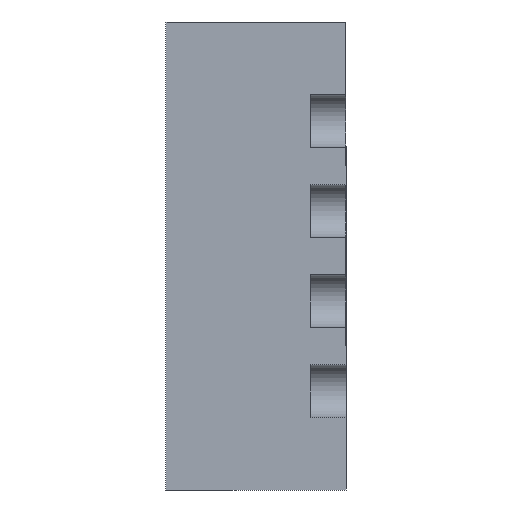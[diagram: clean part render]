
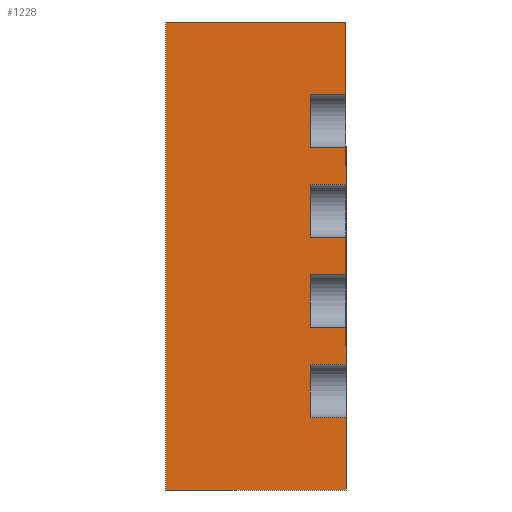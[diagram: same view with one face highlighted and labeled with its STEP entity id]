
A CAD part, left-side view. The second image highlights one B-rep face of the part: STEP entity #1228.
In plain terms, the highlighted planar face has unit normal (-1, 0, 0).
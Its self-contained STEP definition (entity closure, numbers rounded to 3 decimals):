
#40=PLANE('',#1320);
#97=FACE_OUTER_BOUND('',#159,.T.);
#159=EDGE_LOOP('',(#970,#971,#972,#973,#974,#975,#976,#977,#978,#979,#980,
#981,#982,#983,#984,#985,#986,#987,#988,#989));
#191=LINE('',#1705,#345);
#195=LINE('',#1712,#349);
#196=LINE('',#1714,#350);
#218=LINE('',#1774,#372);
#222=LINE('',#1781,#376);
#223=LINE('',#1783,#377);
#227=LINE('',#1797,#381);
#231=LINE('',#1804,#385);
#232=LINE('',#1806,#386);
#254=LINE('',#1866,#408);
#258=LINE('',#1873,#412);
#259=LINE('',#1875,#413);
#268=LINE('',#1890,#422);
#269=LINE('',#1891,#423);
#270=LINE('',#1893,#424);
#271=LINE('',#1895,#425);
#272=LINE('',#1897,#426);
#273=LINE('',#1899,#427);
#274=LINE('',#1900,#428);
#275=LINE('',#1901,#429);
#345=VECTOR('',#1372,10.);
#349=VECTOR('',#1378,10.);
#350=VECTOR('',#1381,10.);
#372=VECTOR('',#1435,10.);
#376=VECTOR('',#1441,10.);
#377=VECTOR('',#1444,10.);
#381=VECTOR('',#1456,10.);
#385=VECTOR('',#1462,10.);
#386=VECTOR('',#1465,10.);
#408=VECTOR('',#1519,10.);
#412=VECTOR('',#1525,10.);
#413=VECTOR('',#1528,10.);
#422=VECTOR('',#1541,10.);
#423=VECTOR('',#1542,10.);
#424=VECTOR('',#1543,10.);
#425=VECTOR('',#1544,10.);
#426=VECTOR('',#1545,10.);
#427=VECTOR('',#1546,10.);
#428=VECTOR('',#1547,10.);
#429=VECTOR('',#1548,10.);
#526=VERTEX_POINT('',#1702);
#527=VERTEX_POINT('',#1704);
#528=VERTEX_POINT('',#1708);
#529=VERTEX_POINT('',#1710);
#550=VERTEX_POINT('',#1771);
#551=VERTEX_POINT('',#1773);
#552=VERTEX_POINT('',#1777);
#553=VERTEX_POINT('',#1779);
#558=VERTEX_POINT('',#1794);
#559=VERTEX_POINT('',#1796);
#560=VERTEX_POINT('',#1800);
#561=VERTEX_POINT('',#1802);
#582=VERTEX_POINT('',#1863);
#583=VERTEX_POINT('',#1865);
#584=VERTEX_POINT('',#1869);
#585=VERTEX_POINT('',#1871);
#590=VERTEX_POINT('',#1892);
#591=VERTEX_POINT('',#1894);
#592=VERTEX_POINT('',#1896);
#593=VERTEX_POINT('',#1898);
#647=EDGE_CURVE('',#527,#526,#191,.T.);
#651=EDGE_CURVE('',#528,#529,#195,.T.);
#652=EDGE_CURVE('',#529,#527,#196,.T.);
#680=EDGE_CURVE('',#551,#550,#218,.T.);
#684=EDGE_CURVE('',#552,#553,#222,.T.);
#685=EDGE_CURVE('',#553,#551,#223,.T.);
#691=EDGE_CURVE('',#559,#558,#227,.T.);
#695=EDGE_CURVE('',#560,#561,#231,.T.);
#696=EDGE_CURVE('',#561,#559,#232,.T.);
#724=EDGE_CURVE('',#583,#582,#254,.T.);
#728=EDGE_CURVE('',#584,#585,#258,.T.);
#729=EDGE_CURVE('',#585,#583,#259,.T.);
#738=EDGE_CURVE('',#552,#526,#268,.T.);
#739=EDGE_CURVE('',#584,#550,#269,.T.);
#740=EDGE_CURVE('',#590,#582,#270,.T.);
#741=EDGE_CURVE('',#591,#590,#271,.T.);
#742=EDGE_CURVE('',#591,#592,#272,.T.);
#743=EDGE_CURVE('',#592,#593,#273,.T.);
#744=EDGE_CURVE('',#560,#593,#274,.T.);
#745=EDGE_CURVE('',#528,#558,#275,.T.);
#970=ORIENTED_EDGE('',*,*,#651,.T.);
#971=ORIENTED_EDGE('',*,*,#652,.T.);
#972=ORIENTED_EDGE('',*,*,#647,.T.);
#973=ORIENTED_EDGE('',*,*,#738,.F.);
#974=ORIENTED_EDGE('',*,*,#684,.T.);
#975=ORIENTED_EDGE('',*,*,#685,.T.);
#976=ORIENTED_EDGE('',*,*,#680,.T.);
#977=ORIENTED_EDGE('',*,*,#739,.F.);
#978=ORIENTED_EDGE('',*,*,#728,.T.);
#979=ORIENTED_EDGE('',*,*,#729,.T.);
#980=ORIENTED_EDGE('',*,*,#724,.T.);
#981=ORIENTED_EDGE('',*,*,#740,.F.);
#982=ORIENTED_EDGE('',*,*,#741,.F.);
#983=ORIENTED_EDGE('',*,*,#742,.T.);
#984=ORIENTED_EDGE('',*,*,#743,.T.);
#985=ORIENTED_EDGE('',*,*,#744,.F.);
#986=ORIENTED_EDGE('',*,*,#695,.T.);
#987=ORIENTED_EDGE('',*,*,#696,.T.);
#988=ORIENTED_EDGE('',*,*,#691,.T.);
#989=ORIENTED_EDGE('',*,*,#745,.F.);
#1228=ADVANCED_FACE('',(#97),#40,.T.);
#1320=AXIS2_PLACEMENT_3D('',#1889,#1539,#1540);
#1372=DIRECTION('',(0.,-1.,0.));
#1378=DIRECTION('',(0.,1.,0.));
#1381=DIRECTION('',(0.,0.,1.));
#1435=DIRECTION('',(0.,-1.,0.));
#1441=DIRECTION('',(0.,1.,0.));
#1444=DIRECTION('',(0.,0.,1.));
#1456=DIRECTION('',(0.,-1.,0.));
#1462=DIRECTION('',(0.,1.,0.));
#1465=DIRECTION('',(0.,0.,1.));
#1519=DIRECTION('',(0.,-1.,0.));
#1525=DIRECTION('',(0.,1.,0.));
#1528=DIRECTION('',(0.,0.,1.));
#1539=DIRECTION('center_axis',(-1.,0.,0.));
#1540=DIRECTION('ref_axis',(0.,0.,-1.));
#1541=DIRECTION('',(0.,0.,-1.));
#1542=DIRECTION('',(0.,0.,-1.));
#1543=DIRECTION('',(0.,0.,-1.));
#1544=DIRECTION('',(0.,-1.,0.));
#1545=DIRECTION('',(0.,0.,-1.));
#1546=DIRECTION('',(0.,-1.,0.));
#1547=DIRECTION('',(0.,0.,-1.));
#1548=DIRECTION('',(0.,0.,-1.));
#1702=CARTESIAN_POINT('',(-1.55,0.,-0.067));
#1704=CARTESIAN_POINT('',(-1.55,0.2,-0.067));
#1705=CARTESIAN_POINT('',(-1.55,0.5,-0.067));
#1708=CARTESIAN_POINT('',(-1.55,0.,-0.357));
#1710=CARTESIAN_POINT('',(-1.55,0.2,-0.357));
#1712=CARTESIAN_POINT('',(-1.55,0.5,-0.357));
#1714=CARTESIAN_POINT('',(-1.55,0.2,0.563));
#1771=CARTESIAN_POINT('',(-1.55,0.,0.433));
#1773=CARTESIAN_POINT('',(-1.55,0.2,0.433));
#1774=CARTESIAN_POINT('',(-1.55,0.5,0.433));
#1777=CARTESIAN_POINT('',(-1.55,0.,0.143));
#1779=CARTESIAN_POINT('',(-1.55,0.2,0.143));
#1781=CARTESIAN_POINT('',(-1.55,0.5,0.143));
#1783=CARTESIAN_POINT('',(-1.55,0.2,0.813));
#1794=CARTESIAN_POINT('',(-1.55,0.,-0.567));
#1796=CARTESIAN_POINT('',(-1.55,0.2,-0.567));
#1797=CARTESIAN_POINT('',(-1.55,0.5,-0.567));
#1800=CARTESIAN_POINT('',(-1.55,0.,-0.857));
#1802=CARTESIAN_POINT('',(-1.55,0.2,-0.857));
#1804=CARTESIAN_POINT('',(-1.55,0.5,-0.857));
#1806=CARTESIAN_POINT('',(-1.55,0.2,0.313));
#1863=CARTESIAN_POINT('',(-1.55,0.,0.933));
#1865=CARTESIAN_POINT('',(-1.55,0.2,0.933));
#1866=CARTESIAN_POINT('',(-1.55,0.5,0.933));
#1869=CARTESIAN_POINT('',(-1.55,0.,0.643));
#1871=CARTESIAN_POINT('',(-1.55,0.2,0.643));
#1873=CARTESIAN_POINT('',(-1.55,0.5,0.643));
#1875=CARTESIAN_POINT('',(-1.55,0.2,1.063));
#1889=CARTESIAN_POINT('Origin',(-1.55,1.,1.338));
#1890=CARTESIAN_POINT('',(-1.55,0.,1.338));
#1891=CARTESIAN_POINT('',(-1.55,0.,1.338));
#1892=CARTESIAN_POINT('',(-1.55,0.,1.338));
#1893=CARTESIAN_POINT('',(-1.55,0.,1.338));
#1894=CARTESIAN_POINT('',(-1.55,1.,1.338));
#1895=CARTESIAN_POINT('',(-1.55,1.,1.338));
#1896=CARTESIAN_POINT('',(-1.55,1.,-1.262));
#1897=CARTESIAN_POINT('',(-1.55,1.,1.338));
#1898=CARTESIAN_POINT('',(-1.55,0.,-1.262));
#1899=CARTESIAN_POINT('',(-1.55,1.,-1.262));
#1900=CARTESIAN_POINT('',(-1.55,0.,1.338));
#1901=CARTESIAN_POINT('',(-1.55,0.,1.338));
